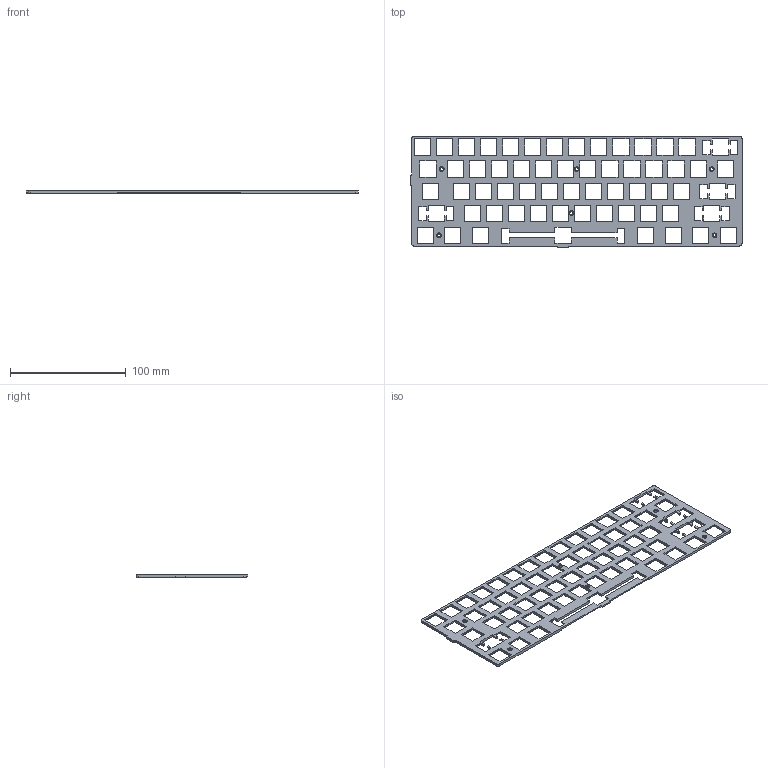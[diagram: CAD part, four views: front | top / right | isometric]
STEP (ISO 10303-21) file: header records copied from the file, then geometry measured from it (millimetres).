
FILE_DESCRIPTION(('HOOPS Exchange Step'),'2;1');
FILE_NAME('temp_export','2025-04-24T16:34:43+08:00',('13271'),('Shapr3D Limited'),'HOOPS Exchange 2024.8','Shapr3D','Authorized');
FILE_SCHEMA( ('AP242_MANAGED_MODEL_BASED_3D_ENGINEERING_MIM_LF {1 0 10303 442 1 1 4}') );
Length unit declared in the file: millimetre
Products named in the file (1): root
Bounding box: 286.88 x 96.47 x 2.2 mm (x, y, z)
Volume: 28678.6 mm3; surface area: 37970.2 mm2
Topology: 1 solids, 1 shells, 631 faces, 1881 edges, 1257 vertices
Faces by surface type: plane 615, cylinder 16
Full cylindrical faces by diameter (mm): 2.6 x6, 4 x6
Entity records: 21092 total; most frequent: CARTESIAN_POINT 3771, ORIENTED_EDGE 3762, DIRECTION 3188, EDGE_CURVE 1881, VECTOR 1840, LINE 1840, VERTEX_POINT 1257, EDGE_LOOP 770
